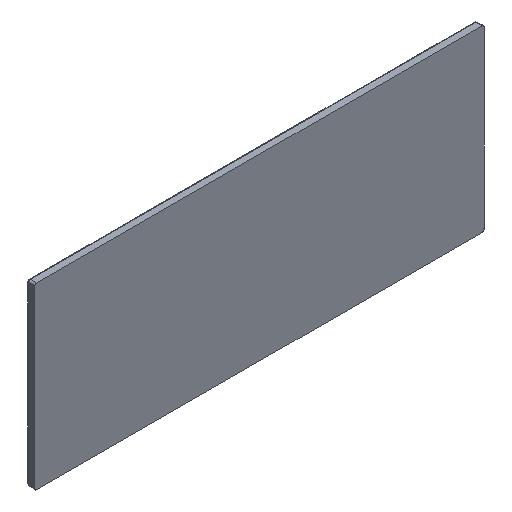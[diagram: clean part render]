
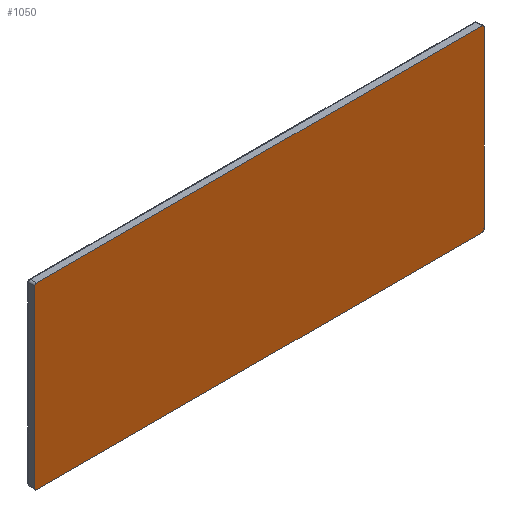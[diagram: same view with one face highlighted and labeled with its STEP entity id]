
A CAD part, isometric view. The second image highlights one B-rep face of the part: STEP entity #1050.
In plain terms, the highlighted planar face has unit normal (0, -1, 0).
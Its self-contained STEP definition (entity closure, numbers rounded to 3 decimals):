
#10 = CARTESIAN_POINT ( 'NONE',  ( -369., 0., 147. ) ) ;
#23 = CARTESIAN_POINT ( 'NONE',  ( 369., 0., -147. ) ) ;
#29 = LINE ( 'NONE', #10, #398 ) ;
#33 = AXIS2_PLACEMENT_3D ( 'NONE', #743, #344, #1188 ) ;
#45 = EDGE_CURVE ( 'NONE', #792, #360, #678, .T. ) ;
#49 = EDGE_LOOP ( 'NONE', ( #742, #1371, #1167, #473, #532, #334, #1294, #1187 ) ) ;
#66 = VERTEX_POINT ( 'NONE', #574 ) ;
#80 = CARTESIAN_POINT ( 'NONE',  ( -369., 0., 145.76 ) ) ;
#81 =( BOUNDED_CURVE ( )  B_SPLINE_CURVE ( 3, ( #533, #449, #859, #198 ),
 .UNSPECIFIED., .F., .F. ) 
 B_SPLINE_CURVE_WITH_KNOTS ( ( 4, 4 ),
 ( 5.499, 7.067 ),
 .UNSPECIFIED. ) 
 CURVE ( )  GEOMETRIC_REPRESENTATION_ITEM ( )  RATIONAL_B_SPLINE_CURVE ( ( 1., 0.805, 0.805, 1. ) ) 
 REPRESENTATION_ITEM ( '' )  );
#84 = CARTESIAN_POINT ( 'NONE',  ( 369., 0., 144.004 ) ) ;
#93 = EDGE_CURVE ( 'NONE', #66, #181, #626, .T. ) ;
#100 = CARTESIAN_POINT ( 'NONE',  ( 367.76, 0., 147. ) ) ;
#116 = DIRECTION ( 'NONE',  ( 0., 0., 1. ) ) ;
#181 = VERTEX_POINT ( 'NONE', #478 ) ;
#198 = CARTESIAN_POINT ( 'NONE',  ( 369., 0., -144.004 ) ) ;
#212 = CARTESIAN_POINT ( 'NONE',  ( 369., 0., 144.004 ) ) ;
#280 = VECTOR ( 'NONE', #894, 1000. ) ;
#323 = CARTESIAN_POINT ( 'NONE',  ( 369., 0., 145.76 ) ) ;
#334 = ORIENTED_EDGE ( 'NONE', *, *, #350, .T. ) ;
#344 = DIRECTION ( 'NONE',  ( 0., 1., 0. ) ) ;
#349 = VERTEX_POINT ( 'NONE', #1175 ) ;
#350 = EDGE_CURVE ( 'NONE', #1279, #360, #528, .T. ) ;
#354 = CARTESIAN_POINT ( 'NONE',  ( -369., 0., -144.004 ) ) ;
#360 = VERTEX_POINT ( 'NONE', #415 ) ;
#398 = VECTOR ( 'NONE', #116, 1000. ) ;
#415 = CARTESIAN_POINT ( 'NONE',  ( 366.004, 0., 147. ) ) ;
#436 = EDGE_CURVE ( 'NONE', #1039, #181, #787, .T. ) ;
#449 = CARTESIAN_POINT ( 'NONE',  ( 367.76, 0., -147. ) ) ;
#473 = ORIENTED_EDGE ( 'NONE', *, *, #1094, .T. ) ;
#476 = EDGE_CURVE ( 'NONE', #66, #349, #29, .T. ) ;
#478 = CARTESIAN_POINT ( 'NONE',  ( -366.004, 0., -147. ) ) ;
#528 =( BOUNDED_CURVE ( )  B_SPLINE_CURVE ( 3, ( #84, #323, #100, #537 ),
 .UNSPECIFIED., .F., .F. ) 
 B_SPLINE_CURVE_WITH_KNOTS ( ( 4, 4 ),
 ( 5.499, 7.067 ),
 .UNSPECIFIED. ) 
 CURVE ( )  GEOMETRIC_REPRESENTATION_ITEM ( )  RATIONAL_B_SPLINE_CURVE ( ( 1., 0.805, 0.805, 1. ) ) 
 REPRESENTATION_ITEM ( '' )  );
#532 = ORIENTED_EDGE ( 'NONE', *, *, #952, .F. ) ;
#533 = CARTESIAN_POINT ( 'NONE',  ( 366.004, 0., -147. ) ) ;
#537 = CARTESIAN_POINT ( 'NONE',  ( 366.004, 0., 147. ) ) ;
#574 = CARTESIAN_POINT ( 'NONE',  ( -369., 0., -144.004 ) ) ;
#619 = CARTESIAN_POINT ( 'NONE',  ( 369., 0., -144.004 ) ) ;
#626 =( BOUNDED_CURVE ( )  B_SPLINE_CURVE ( 3, ( #354, #872, #782, #1205 ),
 .UNSPECIFIED., .F., .T. ) 
 B_SPLINE_CURVE_WITH_KNOTS ( ( 4, 4 ),
 ( 5.499, 7.067 ),
 .UNSPECIFIED. ) 
 CURVE ( )  GEOMETRIC_REPRESENTATION_ITEM ( )  RATIONAL_B_SPLINE_CURVE ( ( 1., 0.805, 0.805, 1. ) ) 
 REPRESENTATION_ITEM ( '' )  );
#678 = LINE ( 'NONE', #982, #910 ) ;
#742 = ORIENTED_EDGE ( 'NONE', *, *, #476, .F. ) ;
#743 = CARTESIAN_POINT ( 'NONE',  ( 0., 0., 0. ) ) ;
#774 = CARTESIAN_POINT ( 'NONE',  ( -366.004, 0., 147. ) ) ;
#782 = CARTESIAN_POINT ( 'NONE',  ( -367.76, 0., -147. ) ) ;
#787 = LINE ( 'NONE', #23, #280 ) ;
#792 = VERTEX_POINT ( 'NONE', #774 ) ;
#859 = CARTESIAN_POINT ( 'NONE',  ( 369., 0., -145.76 ) ) ;
#872 = CARTESIAN_POINT ( 'NONE',  ( -369., 0., -145.76 ) ) ;
#891 = DIRECTION ( 'NONE',  ( 1., 0., 0. ) ) ;
#894 = DIRECTION ( 'NONE',  ( -1., 0., 0. ) ) ;
#910 = VECTOR ( 'NONE', #891, 1000. ) ;
#922 = CARTESIAN_POINT ( 'NONE',  ( 369., 0., 147. ) ) ;
#952 = EDGE_CURVE ( 'NONE', #1279, #967, #1372, .T. ) ;
#967 = VERTEX_POINT ( 'NONE', #619 ) ;
#977 = EDGE_CURVE ( 'NONE', #792, #349, #1389, .T. ) ;
#982 = CARTESIAN_POINT ( 'NONE',  ( 369., 0., 147. ) ) ;
#1039 = VERTEX_POINT ( 'NONE', #1076 ) ;
#1040 = CARTESIAN_POINT ( 'NONE',  ( -369., 0., 144.004 ) ) ;
#1050 = ADVANCED_FACE ( 'NONE', ( #1302 ), #1161, .F. ) ;
#1076 = CARTESIAN_POINT ( 'NONE',  ( 366.004, 0., -147. ) ) ;
#1094 = EDGE_CURVE ( 'NONE', #1039, #967, #81, .T. ) ;
#1133 = VECTOR ( 'NONE', #1347, 1000. ) ;
#1137 = CARTESIAN_POINT ( 'NONE',  ( -367.76, 0., 147. ) ) ;
#1161 = PLANE ( 'NONE',  #33 ) ;
#1167 = ORIENTED_EDGE ( 'NONE', *, *, #436, .F. ) ;
#1175 = CARTESIAN_POINT ( 'NONE',  ( -369., 0., 144.004 ) ) ;
#1187 = ORIENTED_EDGE ( 'NONE', *, *, #977, .T. ) ;
#1188 = DIRECTION ( 'NONE',  ( 0., 0., 1. ) ) ;
#1205 = CARTESIAN_POINT ( 'NONE',  ( -366.004, 0., -147. ) ) ;
#1279 = VERTEX_POINT ( 'NONE', #212 ) ;
#1294 = ORIENTED_EDGE ( 'NONE', *, *, #45, .F. ) ;
#1302 = FACE_OUTER_BOUND ( 'NONE', #49, .T. ) ;
#1347 = DIRECTION ( 'NONE',  ( 0., 0., -1. ) ) ;
#1365 = CARTESIAN_POINT ( 'NONE',  ( -366.004, 0., 147. ) ) ;
#1371 = ORIENTED_EDGE ( 'NONE', *, *, #93, .T. ) ;
#1372 = LINE ( 'NONE', #922, #1133 ) ;
#1389 =( BOUNDED_CURVE ( )  B_SPLINE_CURVE ( 3, ( #1365, #1137, #80, #1040 ),
 .UNSPECIFIED., .F., .F. ) 
 B_SPLINE_CURVE_WITH_KNOTS ( ( 4, 4 ),
 ( 5.499, 7.067 ),
 .UNSPECIFIED. ) 
 CURVE ( )  GEOMETRIC_REPRESENTATION_ITEM ( )  RATIONAL_B_SPLINE_CURVE ( ( 1., 0.805, 0.805, 1. ) ) 
 REPRESENTATION_ITEM ( '' )  );
